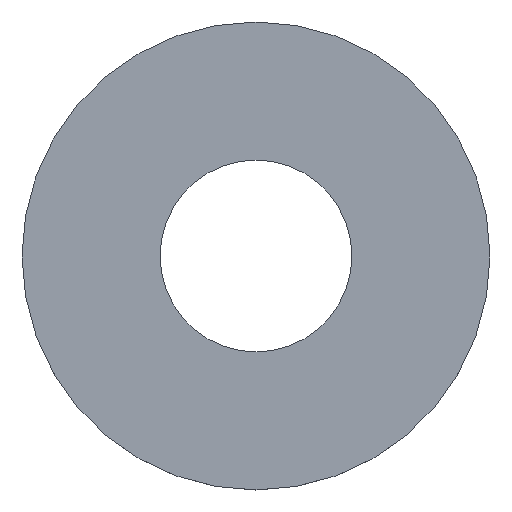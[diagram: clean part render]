
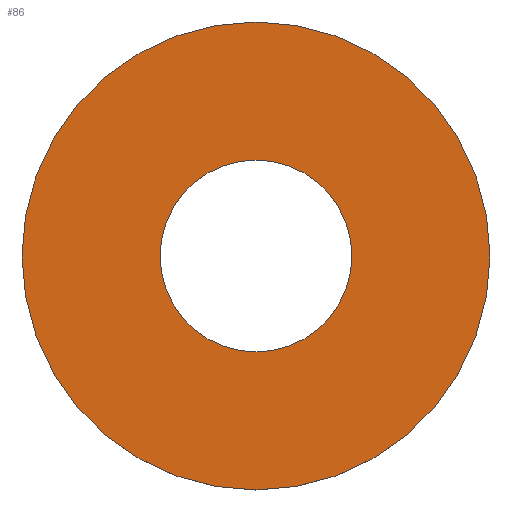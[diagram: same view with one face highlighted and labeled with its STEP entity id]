
A CAD part, top view. The second image highlights one B-rep face of the part: STEP entity #86.
In plain terms, the highlighted planar face has unit normal (0, 0, 1).
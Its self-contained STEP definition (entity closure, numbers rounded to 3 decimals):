
#2 = CARTESIAN_POINT ( 'NONE',  ( 0., 0., 0. ) ) ;
#6 = VERTEX_POINT ( 'NONE', #186 ) ;
#8 = ORIENTED_EDGE ( 'NONE', *, *, #48, .F. ) ;
#17 = AXIS2_PLACEMENT_3D ( 'NONE', #160, #179, #138 ) ;
#18 = DIRECTION ( 'NONE',  ( 0., 0., 1. ) ) ;
#31 = FACE_OUTER_BOUND ( 'NONE', #55, .T. ) ;
#35 = CIRCLE ( 'NONE', #17, 5. ) ;
#46 = CIRCLE ( 'NONE', #93, 2.05 ) ;
#48 = EDGE_CURVE ( 'NONE', #155, #209, #46, .T. ) ;
#55 = EDGE_LOOP ( 'NONE', ( #158, #170 ) ) ;
#60 = DIRECTION ( 'NONE',  ( 0., 0., 1. ) ) ;
#64 = DIRECTION ( 'NONE',  ( 1., 0., 0. ) ) ;
#66 = DIRECTION ( 'NONE',  ( 0., 0., 1. ) ) ;
#71 = AXIS2_PLACEMENT_3D ( 'NONE', #2, #60, #134 ) ;
#76 = ORIENTED_EDGE ( 'NONE', *, *, #100, .F. ) ;
#85 = EDGE_CURVE ( 'NONE', #172, #6, #105, .T. ) ;
#86 = ADVANCED_FACE ( 'NONE', ( #196, #31 ), #211, .T. ) ;
#89 = AXIS2_PLACEMENT_3D ( 'NONE', #133, #66, #162 ) ;
#93 = AXIS2_PLACEMENT_3D ( 'NONE', #176, #18, #64 ) ;
#100 = EDGE_CURVE ( 'NONE', #209, #155, #194, .T. ) ;
#105 = CIRCLE ( 'NONE', #71, 5. ) ;
#111 = CARTESIAN_POINT ( 'NONE',  ( 0., 0., 0. ) ) ;
#113 = CARTESIAN_POINT ( 'NONE',  ( 2.05, 0., 0. ) ) ;
#128 = EDGE_LOOP ( 'NONE', ( #8, #76 ) ) ;
#132 = AXIS2_PLACEMENT_3D ( 'NONE', #111, #177, #161 ) ;
#133 = CARTESIAN_POINT ( 'NONE',  ( 0., 0., 0. ) ) ;
#134 = DIRECTION ( 'NONE',  ( 1., 0., 0. ) ) ;
#138 = DIRECTION ( 'NONE',  ( 1., 0., 0. ) ) ;
#155 = VERTEX_POINT ( 'NONE', #113 ) ;
#158 = ORIENTED_EDGE ( 'NONE', *, *, #85, .T. ) ;
#160 = CARTESIAN_POINT ( 'NONE',  ( 0., 0., 0. ) ) ;
#161 = DIRECTION ( 'NONE',  ( 1., 0., 0. ) ) ;
#162 = DIRECTION ( 'NONE',  ( 1., 0., 0. ) ) ;
#170 = ORIENTED_EDGE ( 'NONE', *, *, #208, .T. ) ;
#172 = VERTEX_POINT ( 'NONE', #210 ) ;
#176 = CARTESIAN_POINT ( 'NONE',  ( 0., 0., 0. ) ) ;
#177 = DIRECTION ( 'NONE',  ( 0., 0., 1. ) ) ;
#179 = DIRECTION ( 'NONE',  ( 0., 0., 1. ) ) ;
#186 = CARTESIAN_POINT ( 'NONE',  ( -5., 0., 0. ) ) ;
#194 = CIRCLE ( 'NONE', #132, 2.05 ) ;
#196 = FACE_BOUND ( 'NONE', #128, .T. ) ;
#202 = CARTESIAN_POINT ( 'NONE',  ( -2.05, 0., 0. ) ) ;
#208 = EDGE_CURVE ( 'NONE', #6, #172, #35, .T. ) ;
#209 = VERTEX_POINT ( 'NONE', #202 ) ;
#210 = CARTESIAN_POINT ( 'NONE',  ( 5., 0., 0. ) ) ;
#211 = PLANE ( 'NONE',  #89 ) ;
